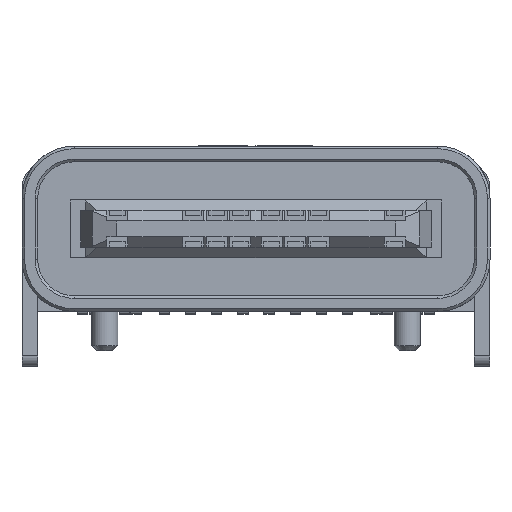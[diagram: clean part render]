
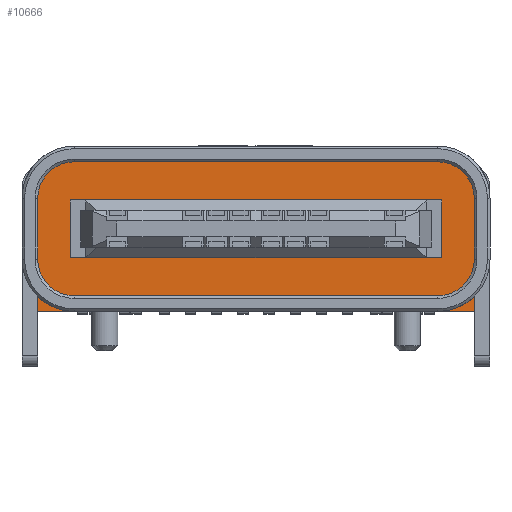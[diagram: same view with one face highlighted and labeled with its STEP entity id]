
A CAD part, front view. The second image highlights one B-rep face of the part: STEP entity #10666.
In plain terms, the highlighted planar face has unit normal (0, -1, 0).
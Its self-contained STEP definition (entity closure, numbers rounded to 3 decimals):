
#158 = VECTOR ( 'NONE', #8775, 1000. ) ;
#756 = CARTESIAN_POINT ( 'NONE',  ( -3.55, 1.54, 1.03 ) ) ;
#1353 = EDGE_CURVE ( 'NONE', #23810, #12284, #10423, .T. ) ;
#1909 = LINE ( 'NONE', #13032, #29090 ) ;
#2013 = VECTOR ( 'NONE', #35582, 1000. ) ;
#2488 = DIRECTION ( 'NONE',  ( 0., 0., 1. ) ) ;
#3284 = FACE_BOUND ( 'NONE', #16627, .T. ) ;
#3404 = VERTEX_POINT ( 'NONE', #32560 ) ;
#3651 = LINE ( 'NONE', #756, #31413 ) ;
#4073 = LINE ( 'NONE', #11551, #10482 ) ;
#4167 = ORIENTED_EDGE ( 'NONE', *, *, #1353, .T. ) ;
#4342 = EDGE_CURVE ( 'NONE', #13419, #12284, #3651, .T. ) ;
#4617 = CARTESIAN_POINT ( 'NONE',  ( -3.47, 1.54, 2.16 ) ) ;
#6104 = DIRECTION ( 'NONE',  ( -1., 0., 0. ) ) ;
#7703 = CARTESIAN_POINT ( 'NONE',  ( 3.55, 1.54, 2.13 ) ) ;
#8775 = DIRECTION ( 'NONE',  ( 0., 0., 1. ) ) ;
#9057 = EDGE_CURVE ( 'NONE', #12493, #13419, #22676, .T. ) ;
#9249 = LINE ( 'NONE', #27776, #22180 ) ;
#10113 = CARTESIAN_POINT ( 'NONE',  ( 3.55, 1.54, 1.03 ) ) ;
#10233 = CARTESIAN_POINT ( 'NONE',  ( -4.17, 1.54, 11.403 ) ) ;
#10295 = CARTESIAN_POINT ( 'NONE',  ( -3.47, 1.54, 2.86 ) ) ;
#10329 = CARTESIAN_POINT ( 'NONE',  ( 4.17, 1.54, 2.16 ) ) ;
#10423 = LINE ( 'NONE', #7703, #15250 ) ;
#10482 = VECTOR ( 'NONE', #6104, 1000. ) ;
#10666 = ADVANCED_FACE ( 'NONE', ( #3284, #20376 ), #34364, .T. ) ;
#11551 = CARTESIAN_POINT ( 'NONE',  ( -3.55, 1.54, 2.13 ) ) ;
#11666 = EDGE_CURVE ( 'NONE', #25793, #23191, #13055, .T. ) ;
#12188 = CARTESIAN_POINT ( 'NONE',  ( -4.17, 1.54, 2.16 ) ) ;
#12284 = VERTEX_POINT ( 'NONE', #10113 ) ;
#12493 = VERTEX_POINT ( 'NONE', #28726 ) ;
#13032 = CARTESIAN_POINT ( 'NONE',  ( 4.17, 1.54, 0. ) ) ;
#13055 = CIRCLE ( 'NONE', #32167, 0.7 ) ;
#13096 = VERTEX_POINT ( 'NONE', #10295 ) ;
#13419 = VERTEX_POINT ( 'NONE', #35653 ) ;
#13787 = DIRECTION ( 'NONE',  ( 0., -1., 0. ) ) ;
#15250 = VECTOR ( 'NONE', #26531, 1000. ) ;
#15575 = DIRECTION ( 'NONE',  ( -1., 0., 0. ) ) ;
#15720 = DIRECTION ( 'NONE',  ( 0., 0., 1. ) ) ;
#16627 = EDGE_LOOP ( 'NONE', ( #32535, #4167, #21883, #29669 ) ) ;
#16786 = CARTESIAN_POINT ( 'NONE',  ( 3.47, 1.54, 2.86 ) ) ;
#16920 = CARTESIAN_POINT ( 'NONE',  ( -4.17, 1.54, 0. ) ) ;
#18536 = VECTOR ( 'NONE', #30810, 1000. ) ;
#19839 = DIRECTION ( 'NONE',  ( 1., 0., 0. ) ) ;
#20376 = FACE_OUTER_BOUND ( 'NONE', #28829, .T. ) ;
#20624 = ORIENTED_EDGE ( 'NONE', *, *, #31131, .F. ) ;
#20958 = ORIENTED_EDGE ( 'NONE', *, *, #35136, .F. ) ;
#21631 = AXIS2_PLACEMENT_3D ( 'NONE', #4617, #29288, #15720 ) ;
#21883 = ORIENTED_EDGE ( 'NONE', *, *, #4342, .F. ) ;
#22180 = VECTOR ( 'NONE', #28626, 1000. ) ;
#22276 = ORIENTED_EDGE ( 'NONE', *, *, #11666, .T. ) ;
#22547 = LINE ( 'NONE', #33615, #158 ) ;
#22676 = LINE ( 'NONE', #30293, #18536 ) ;
#22911 = ORIENTED_EDGE ( 'NONE', *, *, #33380, .F. ) ;
#23030 = EDGE_CURVE ( 'NONE', #23810, #12493, #4073, .T. ) ;
#23191 = VERTEX_POINT ( 'NONE', #16786 ) ;
#23617 = DIRECTION ( 'NONE',  ( 0., 0., 1. ) ) ;
#23810 = VERTEX_POINT ( 'NONE', #34633 ) ;
#24024 = EDGE_CURVE ( 'NONE', #26115, #13096, #33188, .T. ) ;
#24170 = DIRECTION ( 'NONE',  ( 0., -1., 0. ) ) ;
#25294 = EDGE_CURVE ( 'NONE', #3404, #25793, #22547, .T. ) ;
#25793 = VERTEX_POINT ( 'NONE', #10329 ) ;
#26036 = VERTEX_POINT ( 'NONE', #16920 ) ;
#26115 = VERTEX_POINT ( 'NONE', #12188 ) ;
#26264 = ORIENTED_EDGE ( 'NONE', *, *, #25294, .T. ) ;
#26531 = DIRECTION ( 'NONE',  ( 0., 0., -1. ) ) ;
#27776 = CARTESIAN_POINT ( 'NONE',  ( -3.47, 1.54, 2.86 ) ) ;
#28626 = DIRECTION ( 'NONE',  ( 1., 0., 0. ) ) ;
#28726 = CARTESIAN_POINT ( 'NONE',  ( -3.55, 1.54, 2.13 ) ) ;
#28829 = EDGE_LOOP ( 'NONE', ( #22276, #22911, #32917, #20958, #20624, #26264 ) ) ;
#29090 = VECTOR ( 'NONE', #15575, 1000. ) ;
#29288 = DIRECTION ( 'NONE',  ( 0., 1., 0. ) ) ;
#29669 = ORIENTED_EDGE ( 'NONE', *, *, #9057, .F. ) ;
#30293 = CARTESIAN_POINT ( 'NONE',  ( -3.55, 1.54, 2.13 ) ) ;
#30810 = DIRECTION ( 'NONE',  ( 0., 0., -1. ) ) ;
#31131 = EDGE_CURVE ( 'NONE', #3404, #26036, #1909, .T. ) ;
#31413 = VECTOR ( 'NONE', #19839, 1000. ) ;
#32125 = CARTESIAN_POINT ( 'NONE',  ( 3.47, 1.54, 2.16 ) ) ;
#32167 = AXIS2_PLACEMENT_3D ( 'NONE', #32125, #24170, #23617 ) ;
#32535 = ORIENTED_EDGE ( 'NONE', *, *, #23030, .F. ) ;
#32560 = CARTESIAN_POINT ( 'NONE',  ( 4.17, 1.54, 0. ) ) ;
#32663 = LINE ( 'NONE', #35233, #2013 ) ;
#32917 = ORIENTED_EDGE ( 'NONE', *, *, #24024, .F. ) ;
#32975 = AXIS2_PLACEMENT_3D ( 'NONE', #10233, #13787, #2488 ) ;
#33188 = CIRCLE ( 'NONE', #21631, 0.7 ) ;
#33380 = EDGE_CURVE ( 'NONE', #13096, #23191, #9249, .T. ) ;
#33615 = CARTESIAN_POINT ( 'NONE',  ( 4.17, 1.54, 1. ) ) ;
#34364 = PLANE ( 'NONE',  #32975 ) ;
#34633 = CARTESIAN_POINT ( 'NONE',  ( 3.55, 1.54, 2.13 ) ) ;
#35136 = EDGE_CURVE ( 'NONE', #26036, #26115, #32663, .T. ) ;
#35233 = CARTESIAN_POINT ( 'NONE',  ( -4.17, 1.54, 1. ) ) ;
#35582 = DIRECTION ( 'NONE',  ( 0., 0., 1. ) ) ;
#35653 = CARTESIAN_POINT ( 'NONE',  ( -3.55, 1.54, 1.03 ) ) ;
